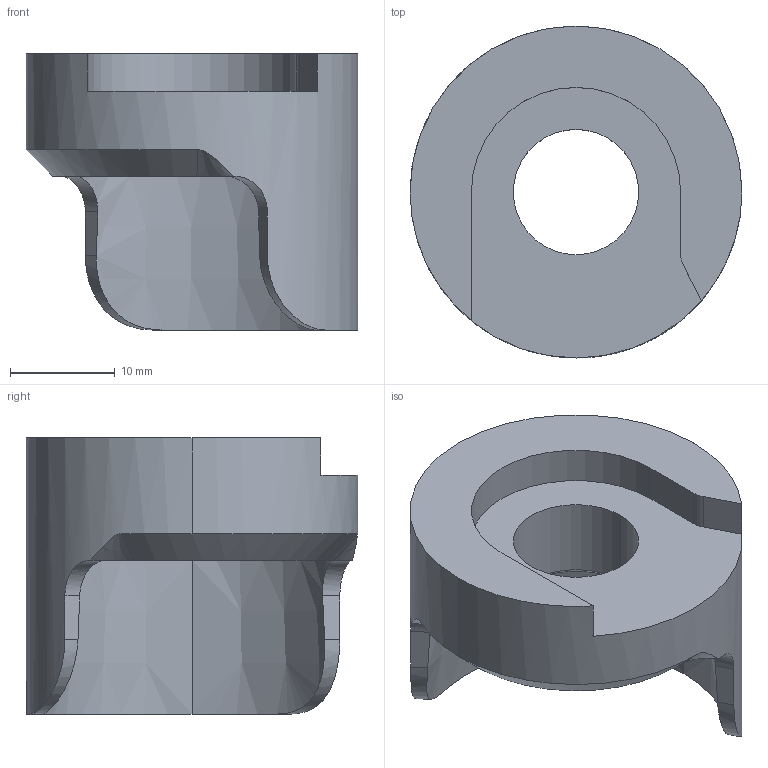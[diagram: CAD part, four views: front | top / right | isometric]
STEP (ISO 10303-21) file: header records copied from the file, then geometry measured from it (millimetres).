
FILE_DESCRIPTION (( 'STEP AP214' ), '1' );
FILE_NAME ('DR209XL_1.25OD.STEP', '2019-01-24T19:13:07', ( 'JeffCAD' ), ( 'Microsoft' ), 'SwSTEP 2.0', 'SolidWorks 2018', '' );
FILE_SCHEMA (( 'AUTOMOTIVE_DESIGN' ));
Length unit declared in the file: inch
Products named in the file (1): DR209XL_1.25OD
Bounding box: 31.75 x 31.75 x 26.42 mm (x, y, z)
Volume: 7800.7 mm3; surface area: 4329 mm2
Topology: 1 solids, 1 shells, 26 faces, 70 edges, 46 vertices
Faces by surface type: cylinder 10, plane 9, cone 7
Entity records: 1031 total; most frequent: CARTESIAN_POINT 325, DIRECTION 141, ORIENTED_EDGE 140, EDGE_CURVE 70, AXIS2_PLACEMENT_3D 54, VERTEX_POINT 46, VECTOR 33, LINE 33
